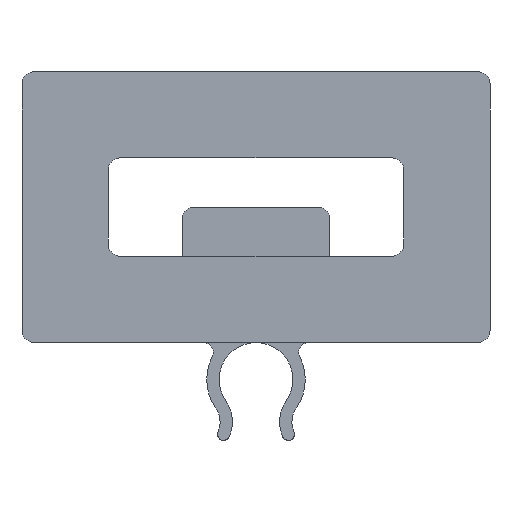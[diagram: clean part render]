
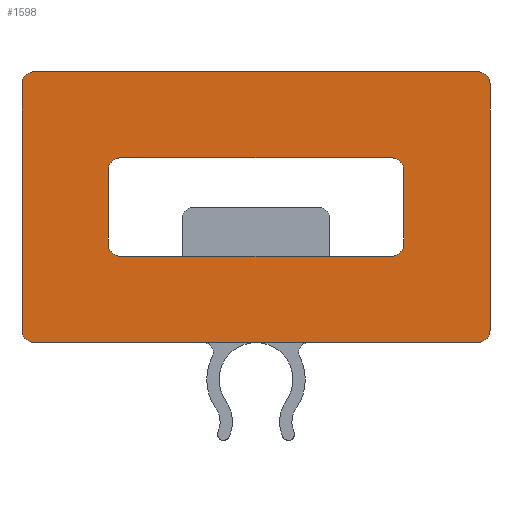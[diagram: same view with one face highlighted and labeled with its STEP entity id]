
A CAD part, front view. The second image highlights one B-rep face of the part: STEP entity #1598.
In plain terms, the highlighted planar face has unit normal (0, -1, 0).
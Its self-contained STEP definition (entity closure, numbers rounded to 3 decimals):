
#20=FACE_BOUND('',#187,.T.);
#30=PLANE('',#1720);
#98=FACE_OUTER_BOUND('',#186,.T.);
#186=EDGE_LOOP('',(#1173,#1174,#1175,#1176,#1177,#1178,#1179,#1180));
#187=EDGE_LOOP('',(#1181,#1182,#1183,#1184,#1185,#1186,#1187,#1188));
#282=LINE('',#2555,#432);
#296=LINE('',#2589,#446);
#297=LINE('',#2593,#447);
#298=LINE('',#2596,#448);
#299=LINE('',#2599,#449);
#300=LINE('',#2603,#450);
#301=LINE('',#2607,#451);
#302=LINE('',#2611,#452);
#432=VECTOR('',#1947,10.);
#446=VECTOR('',#1975,10.);
#447=VECTOR('',#1978,10.);
#448=VECTOR('',#1981,10.);
#449=VECTOR('',#1982,10.);
#450=VECTOR('',#1985,10.);
#451=VECTOR('',#1988,10.);
#452=VECTOR('',#1991,10.);
#578=CIRCLE('',#1721,1.);
#579=CIRCLE('',#1722,1.);
#580=CIRCLE('',#1723,1.);
#581=CIRCLE('',#1724,1.);
#582=CIRCLE('',#1725,1.);
#583=CIRCLE('',#1726,1.);
#584=CIRCLE('',#1727,1.);
#585=CIRCLE('',#1728,1.);
#685=VERTEX_POINT('',#2552);
#686=VERTEX_POINT('',#2554);
#697=VERTEX_POINT('',#2584);
#698=VERTEX_POINT('',#2586);
#699=VERTEX_POINT('',#2588);
#700=VERTEX_POINT('',#2590);
#701=VERTEX_POINT('',#2592);
#702=VERTEX_POINT('',#2594);
#703=VERTEX_POINT('',#2597);
#704=VERTEX_POINT('',#2598);
#705=VERTEX_POINT('',#2600);
#706=VERTEX_POINT('',#2602);
#707=VERTEX_POINT('',#2604);
#708=VERTEX_POINT('',#2606);
#709=VERTEX_POINT('',#2608);
#710=VERTEX_POINT('',#2610);
#862=EDGE_CURVE('',#685,#686,#282,.T.);
#877=EDGE_CURVE('',#686,#697,#578,.T.);
#878=EDGE_CURVE('',#698,#685,#579,.T.);
#879=EDGE_CURVE('',#699,#698,#296,.T.);
#880=EDGE_CURVE('',#700,#699,#580,.T.);
#881=EDGE_CURVE('',#701,#700,#297,.T.);
#882=EDGE_CURVE('',#702,#701,#581,.T.);
#883=EDGE_CURVE('',#697,#702,#298,.T.);
#884=EDGE_CURVE('',#703,#704,#299,.T.);
#885=EDGE_CURVE('',#705,#703,#582,.T.);
#886=EDGE_CURVE('',#706,#705,#300,.T.);
#887=EDGE_CURVE('',#707,#706,#583,.T.);
#888=EDGE_CURVE('',#708,#707,#301,.T.);
#889=EDGE_CURVE('',#709,#708,#584,.T.);
#890=EDGE_CURVE('',#710,#709,#302,.T.);
#891=EDGE_CURVE('',#704,#710,#585,.T.);
#1173=ORIENTED_EDGE('',*,*,#877,.F.);
#1174=ORIENTED_EDGE('',*,*,#862,.F.);
#1175=ORIENTED_EDGE('',*,*,#878,.F.);
#1176=ORIENTED_EDGE('',*,*,#879,.F.);
#1177=ORIENTED_EDGE('',*,*,#880,.F.);
#1178=ORIENTED_EDGE('',*,*,#881,.F.);
#1179=ORIENTED_EDGE('',*,*,#882,.F.);
#1180=ORIENTED_EDGE('',*,*,#883,.F.);
#1181=ORIENTED_EDGE('',*,*,#884,.F.);
#1182=ORIENTED_EDGE('',*,*,#885,.F.);
#1183=ORIENTED_EDGE('',*,*,#886,.F.);
#1184=ORIENTED_EDGE('',*,*,#887,.F.);
#1185=ORIENTED_EDGE('',*,*,#888,.F.);
#1186=ORIENTED_EDGE('',*,*,#889,.F.);
#1187=ORIENTED_EDGE('',*,*,#890,.F.);
#1188=ORIENTED_EDGE('',*,*,#891,.F.);
#1598=ADVANCED_FACE('',(#98,#20),#30,.F.);
#1720=AXIS2_PLACEMENT_3D('',#2583,#1969,#1970);
#1721=AXIS2_PLACEMENT_3D('',#2585,#1971,#1972);
#1722=AXIS2_PLACEMENT_3D('',#2587,#1973,#1974);
#1723=AXIS2_PLACEMENT_3D('',#2591,#1976,#1977);
#1724=AXIS2_PLACEMENT_3D('',#2595,#1979,#1980);
#1725=AXIS2_PLACEMENT_3D('',#2601,#1983,#1984);
#1726=AXIS2_PLACEMENT_3D('',#2605,#1986,#1987);
#1727=AXIS2_PLACEMENT_3D('',#2609,#1989,#1990);
#1728=AXIS2_PLACEMENT_3D('',#2612,#1992,#1993);
#1947=DIRECTION('',(-1.,0.,0.));
#1969=DIRECTION('center_axis',(0.,1.,0.));
#1970=DIRECTION('ref_axis',(1.,0.,0.));
#1971=DIRECTION('center_axis',(0.,1.,0.));
#1972=DIRECTION('ref_axis',(-0.707,0.,-0.707));
#1973=DIRECTION('center_axis',(0.,1.,0.));
#1974=DIRECTION('ref_axis',(0.707,0.,-0.707));
#1975=DIRECTION('',(0.,0.,-1.));
#1976=DIRECTION('center_axis',(0.,1.,0.));
#1977=DIRECTION('ref_axis',(0.707,0.,0.707));
#1978=DIRECTION('',(1.,0.,0.));
#1979=DIRECTION('center_axis',(0.,1.,0.));
#1980=DIRECTION('ref_axis',(-0.707,0.,0.707));
#1981=DIRECTION('',(0.,0.,1.));
#1982=DIRECTION('',(1.,0.,0.));
#1983=DIRECTION('center_axis',(0.,-1.,0.));
#1984=DIRECTION('ref_axis',(-0.707,0.,-0.707));
#1985=DIRECTION('',(0.,0.,-1.));
#1986=DIRECTION('center_axis',(0.,-1.,0.));
#1987=DIRECTION('ref_axis',(-0.707,0.,0.707));
#1988=DIRECTION('',(-1.,0.,0.));
#1989=DIRECTION('center_axis',(0.,-1.,0.));
#1990=DIRECTION('ref_axis',(0.707,0.,0.707));
#1991=DIRECTION('',(0.,0.,1.));
#1992=DIRECTION('center_axis',(0.,-1.,0.));
#1993=DIRECTION('ref_axis',(0.707,0.,-0.707));
#2552=CARTESIAN_POINT('',(37.,1.,0.));
#2554=CARTESIAN_POINT('',(1.,1.,0.));
#2555=CARTESIAN_POINT('',(28.5,1.,0.));
#2583=CARTESIAN_POINT('Origin',(19.,1.,11.));
#2584=CARTESIAN_POINT('',(0.,1.,1.));
#2585=CARTESIAN_POINT('Origin',(1.,1.,1.));
#2586=CARTESIAN_POINT('',(38.,1.,1.));
#2587=CARTESIAN_POINT('Origin',(37.,1.,1.));
#2588=CARTESIAN_POINT('',(38.,1.,21.));
#2589=CARTESIAN_POINT('',(38.,1.,16.5));
#2590=CARTESIAN_POINT('',(37.,1.,22.));
#2591=CARTESIAN_POINT('Origin',(37.,1.,21.));
#2592=CARTESIAN_POINT('',(1.,1.,22.));
#2593=CARTESIAN_POINT('',(9.5,1.,22.));
#2594=CARTESIAN_POINT('',(0.,1.,21.));
#2595=CARTESIAN_POINT('Origin',(1.,1.,21.));
#2596=CARTESIAN_POINT('',(0.,1.,5.5));
#2597=CARTESIAN_POINT('',(8.,1.,7.));
#2598=CARTESIAN_POINT('',(30.,1.,7.));
#2599=CARTESIAN_POINT('',(25.,1.,7.));
#2600=CARTESIAN_POINT('',(7.,1.,8.));
#2601=CARTESIAN_POINT('Origin',(8.,1.,8.));
#2602=CARTESIAN_POINT('',(7.,1.,14.));
#2603=CARTESIAN_POINT('',(7.,1.,9.));
#2604=CARTESIAN_POINT('',(8.,1.,15.));
#2605=CARTESIAN_POINT('Origin',(8.,1.,14.));
#2606=CARTESIAN_POINT('',(30.,1.,15.));
#2607=CARTESIAN_POINT('',(13.,1.,15.));
#2608=CARTESIAN_POINT('',(31.,1.,14.));
#2609=CARTESIAN_POINT('Origin',(30.,1.,14.));
#2610=CARTESIAN_POINT('',(31.,1.,8.));
#2611=CARTESIAN_POINT('',(31.,1.,13.));
#2612=CARTESIAN_POINT('Origin',(30.,1.,8.));
